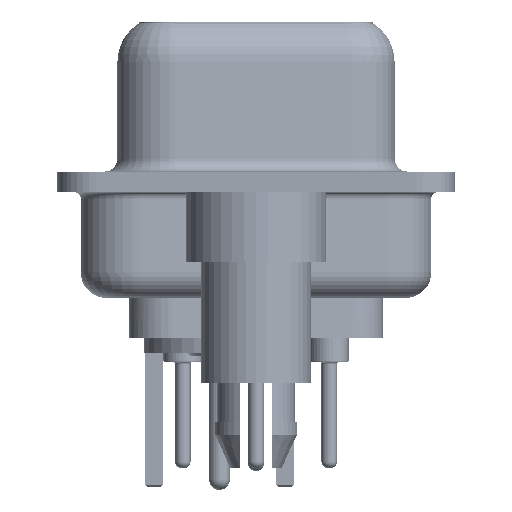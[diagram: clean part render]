
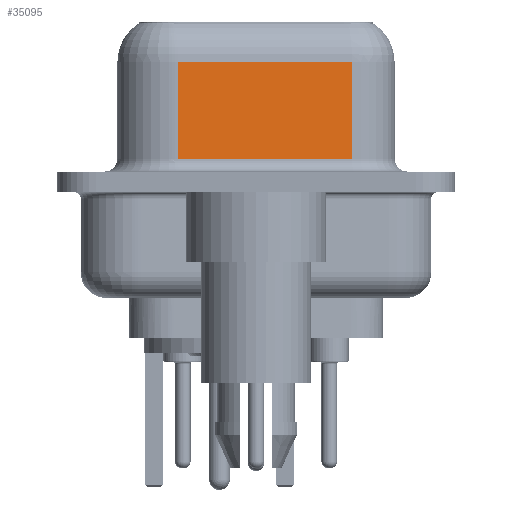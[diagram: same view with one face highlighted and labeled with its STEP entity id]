
A CAD part, left-side view. The second image highlights one B-rep face of the part: STEP entity #35095.
In plain terms, the highlighted planar face has unit normal (-0.985, -0.174, 0).
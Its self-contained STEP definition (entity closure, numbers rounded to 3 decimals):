
#914 = CARTESIAN_POINT ( 'NONE',  ( 5.621, -3.722, 0.9 ) ) ;
#1531 = DIRECTION ( 'NONE',  ( -0.174, 0.985, 0. ) ) ;
#3185 = CARTESIAN_POINT ( 'NONE',  ( 5.621, -3.722, 0.9 ) ) ;
#3895 = CARTESIAN_POINT ( 'NONE',  ( 5.621, -3.722, 4.65 ) ) ;
#4057 = AXIS2_PLACEMENT_3D ( 'NONE', #6023, #34824, #5787 ) ;
#4275 = DIRECTION ( 'NONE',  ( 0.174, -0.985, 0. ) ) ;
#5687 = VECTOR ( 'NONE', #4275, 1000. ) ;
#5787 = DIRECTION ( 'NONE',  ( -0.174, 0.985, 0. ) ) ;
#5896 = LINE ( 'NONE', #7043, #6793 ) ;
#6023 = CARTESIAN_POINT ( 'NONE',  ( 5.621, -3.722, 6.4 ) ) ;
#6459 = ORIENTED_EDGE ( 'NONE', *, *, #30471, .T. ) ;
#6793 = VECTOR ( 'NONE', #1531, 1000. ) ;
#7043 = CARTESIAN_POINT ( 'NONE',  ( 5.621, -3.722, 4.65 ) ) ;
#7692 = FACE_OUTER_BOUND ( 'NONE', #27291, .T. ) ;
#7755 = CARTESIAN_POINT ( 'NONE',  ( 5.621, -3.722, 6.4 ) ) ;
#11035 = LINE ( 'NONE', #36721, #33006 ) ;
#11061 = VERTEX_POINT ( 'NONE', #19816 ) ;
#11135 = ORIENTED_EDGE ( 'NONE', *, *, #34298, .T. ) ;
#13840 = VECTOR ( 'NONE', #36283, 1000. ) ;
#17811 = VERTEX_POINT ( 'NONE', #34682 ) ;
#19816 = CARTESIAN_POINT ( 'NONE',  ( 4.43, 3.028, 0.9 ) ) ;
#20697 = ORIENTED_EDGE ( 'NONE', *, *, #30989, .T. ) ;
#21481 = LINE ( 'NONE', #7755, #13840 ) ;
#21954 = DIRECTION ( 'NONE',  ( 0., 0., -1. ) ) ;
#26822 = VERTEX_POINT ( 'NONE', #3185 ) ;
#27291 = EDGE_LOOP ( 'NONE', ( #28594, #11135, #6459, #20697 ) ) ;
#28594 = ORIENTED_EDGE ( 'NONE', *, *, #28632, .F. ) ;
#28632 = EDGE_CURVE ( 'NONE', #33071, #26822, #21481, .T. ) ;
#29854 = LINE ( 'NONE', #914, #5687 ) ;
#30471 = EDGE_CURVE ( 'NONE', #17811, #11061, #11035, .T. ) ;
#30989 = EDGE_CURVE ( 'NONE', #11061, #26822, #29854, .T. ) ;
#33006 = VECTOR ( 'NONE', #21954, 1000. ) ;
#33071 = VERTEX_POINT ( 'NONE', #3895 ) ;
#34298 = EDGE_CURVE ( 'NONE', #33071, #17811, #5896, .T. ) ;
#34682 = CARTESIAN_POINT ( 'NONE',  ( 4.43, 3.028, 4.65 ) ) ;
#34701 = PLANE ( 'NONE',  #4057 ) ;
#34824 = DIRECTION ( 'NONE',  ( 0.985, 0.174, 0. ) ) ;
#35095 = ADVANCED_FACE ( 'NONE', ( #7692 ), #34701, .F. ) ;
#36283 = DIRECTION ( 'NONE',  ( 0., 0., -1. ) ) ;
#36721 = CARTESIAN_POINT ( 'NONE',  ( 4.43, 3.028, 6.4 ) ) ;
